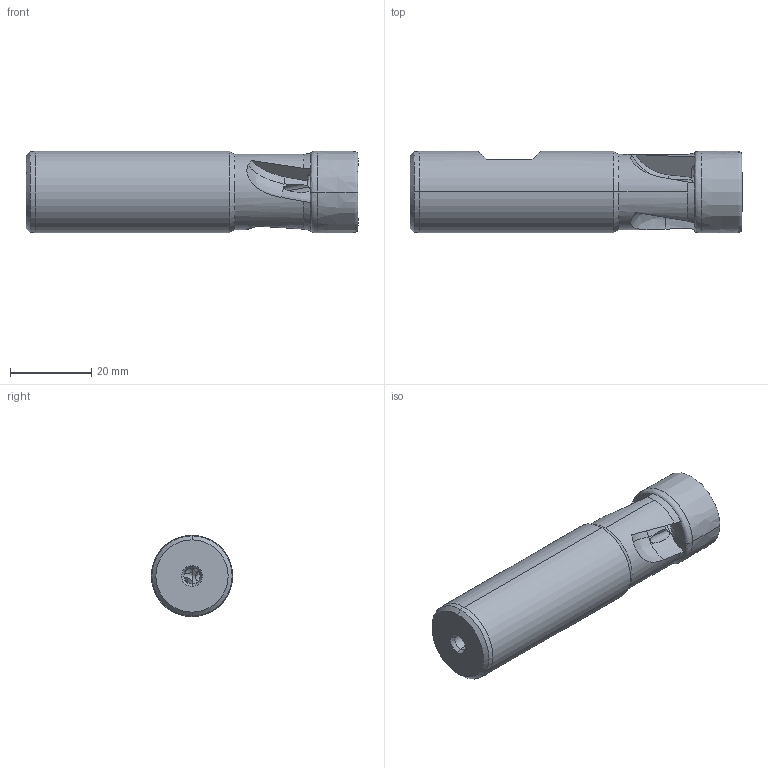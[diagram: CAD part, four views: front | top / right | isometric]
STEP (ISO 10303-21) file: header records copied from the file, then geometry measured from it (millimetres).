
FILE_DESCRIPTION (( 'STEP AP214' ), '1' );
FILE_NAME ('90PP-20-30-75-3.STEP', '2012-11-07T15:21:29', ( '' ), ( '' ), 'SwSTEP 2.0', 'SolidWorks 2012', '' );
FILE_SCHEMA (( 'AUTOMOTIVE_DESIGN' ));
Length unit declared in the file: millimetre
Products named in the file (1): 90PP-20-30-75-3
Bounding box: 81.8 x 20 x 20 mm (x, y, z)
Volume: 22123.7 mm3; surface area: 7035.8 mm2
Topology: 1 solids, 1 shells, 74 faces, 214 edges, 136 vertices
Faces by surface type: plane 23, cylinder 22, bspline 16, cone 13
Entity records: 5030 total; most frequent: CARTESIAN_POINT 3234, ORIENTED_EDGE 424, DIRECTION 273, EDGE_CURVE 212, VERTEX_POINT 136, AXIS2_PLACEMENT_3D 108, B_SPLINE_CURVE_WITH_KNOTS 81, EDGE_LOOP 76
